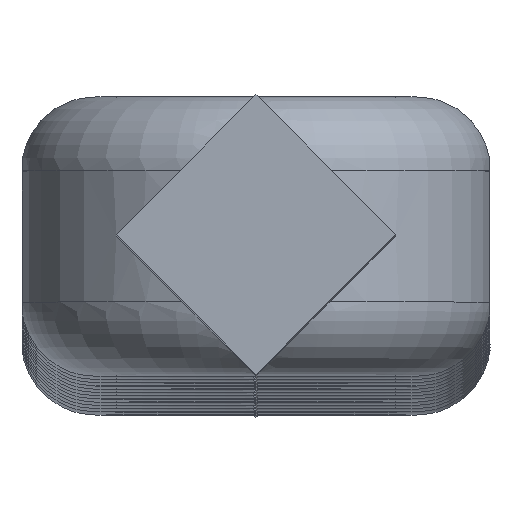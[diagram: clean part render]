
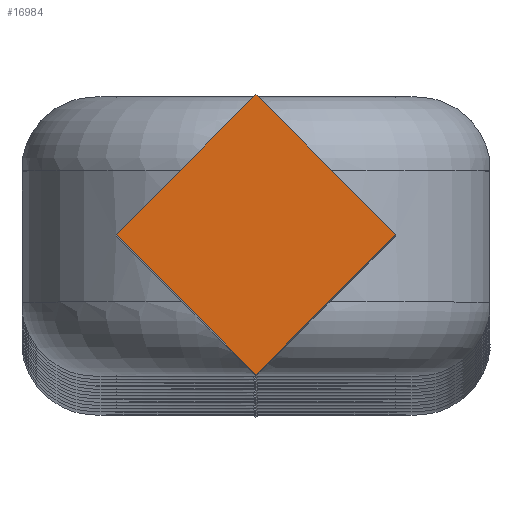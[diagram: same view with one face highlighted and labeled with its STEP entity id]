
A CAD part, top view. The second image highlights one B-rep face of the part: STEP entity #16984.
In plain terms, the highlighted planar face has unit normal (0, 0, 1).
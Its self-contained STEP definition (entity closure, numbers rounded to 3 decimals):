
#19 = AXIS2_PLACEMENT_3D ( 'NONE', #4236, #7168, #1550 ) ;
#1505 = EDGE_CURVE ( 'NONE', #12384, #2754, #11791, .T. ) ;
#1550 = DIRECTION ( 'NONE',  ( -1., 0., 0. ) ) ;
#2320 = ORIENTED_EDGE ( 'NONE', *, *, #13799, .T. ) ;
#2754 = VERTEX_POINT ( 'NONE', #17480 ) ;
#3279 = CARTESIAN_POINT ( 'NONE',  ( 0., -11.314, 1000. ) ) ;
#3626 = EDGE_LOOP ( 'NONE', ( #9038, #18795, #3894, #2320 ) ) ;
#3894 = ORIENTED_EDGE ( 'NONE', *, *, #7594, .T. ) ;
#4058 = VECTOR ( 'NONE', #16924, 1000. ) ;
#4236 = CARTESIAN_POINT ( 'NONE',  ( 0., 0., 1000. ) ) ;
#4331 = VERTEX_POINT ( 'NONE', #18652 ) ;
#4941 = VECTOR ( 'NONE', #16652, 1000. ) ;
#6795 = CARTESIAN_POINT ( 'NONE',  ( 11.314, 0., 1000. ) ) ;
#7168 = DIRECTION ( 'NONE',  ( 0., 0., -1. ) ) ;
#7594 = EDGE_CURVE ( 'NONE', #2754, #7897, #14402, .T. ) ;
#7746 = LINE ( 'NONE', #13328, #10951 ) ;
#7897 = VERTEX_POINT ( 'NONE', #3279 ) ;
#9038 = ORIENTED_EDGE ( 'NONE', *, *, #9715, .T. ) ;
#9715 = EDGE_CURVE ( 'NONE', #4331, #12384, #7746, .T. ) ;
#9784 = LINE ( 'NONE', #6795, #4058 ) ;
#9886 = DIRECTION ( 'NONE',  ( 0.707, -0.707, 0. ) ) ;
#10109 = PLANE ( 'NONE',  #19 ) ;
#10951 = VECTOR ( 'NONE', #12002, 1000. ) ;
#11791 = LINE ( 'NONE', #15255, #4941 ) ;
#12002 = DIRECTION ( 'NONE',  ( -0.707, 0.707, 0. ) ) ;
#12384 = VERTEX_POINT ( 'NONE', #13027 ) ;
#13027 = CARTESIAN_POINT ( 'NONE',  ( 0., 11.314, 1000. ) ) ;
#13328 = CARTESIAN_POINT ( 'NONE',  ( 0., 11.314, 1000. ) ) ;
#13799 = EDGE_CURVE ( 'NONE', #7897, #4331, #9784, .T. ) ;
#14402 = LINE ( 'NONE', #18501, #18669 ) ;
#15255 = CARTESIAN_POINT ( 'NONE',  ( -11.314, 0., 1000. ) ) ;
#16652 = DIRECTION ( 'NONE',  ( -0.707, -0.707, 0. ) ) ;
#16924 = DIRECTION ( 'NONE',  ( 0.707, 0.707, 0. ) ) ;
#16984 = ADVANCED_FACE ( 'NONE', ( #18469 ), #10109, .F. ) ;
#17480 = CARTESIAN_POINT ( 'NONE',  ( -11.314, 0., 1000. ) ) ;
#18469 = FACE_OUTER_BOUND ( 'NONE', #3626, .T. ) ;
#18501 = CARTESIAN_POINT ( 'NONE',  ( 0., -11.314, 1000. ) ) ;
#18652 = CARTESIAN_POINT ( 'NONE',  ( 11.314, 0., 1000. ) ) ;
#18669 = VECTOR ( 'NONE', #9886, 1000. ) ;
#18795 = ORIENTED_EDGE ( 'NONE', *, *, #1505, .T. ) ;
